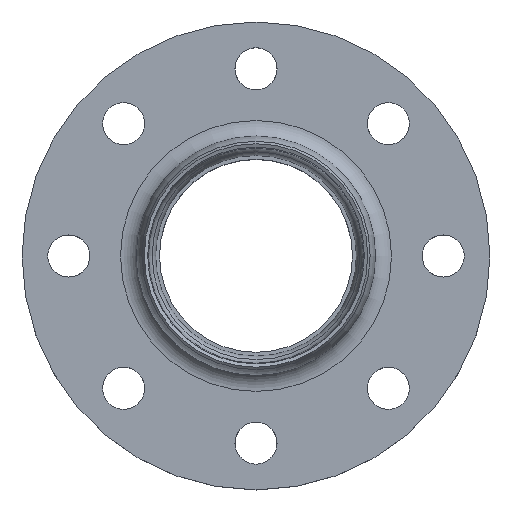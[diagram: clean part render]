
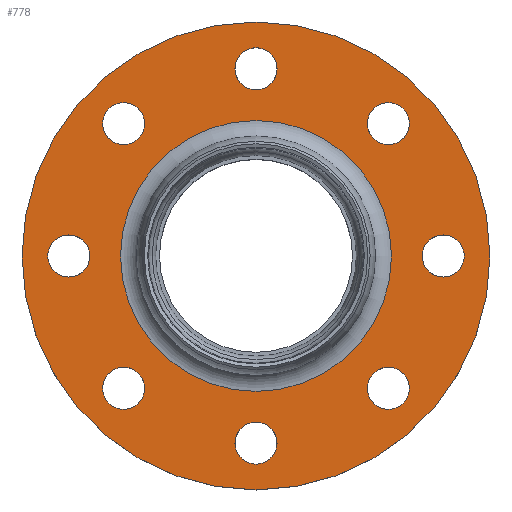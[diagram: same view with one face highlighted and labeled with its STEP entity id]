
A CAD part, top view. The second image highlights one B-rep face of the part: STEP entity #778.
In plain terms, the highlighted planar face has unit normal (0, 0, 1).
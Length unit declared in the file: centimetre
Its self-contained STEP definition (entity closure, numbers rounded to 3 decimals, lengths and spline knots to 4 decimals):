
#110=FACE_BOUND('',#196,.T.);
#111=FACE_BOUND('',#197,.T.);
#112=FACE_BOUND('',#198,.T.);
#113=FACE_BOUND('',#199,.T.);
#114=FACE_BOUND('',#200,.T.);
#115=FACE_BOUND('',#201,.T.);
#116=FACE_BOUND('',#202,.T.);
#117=FACE_BOUND('',#203,.T.);
#118=FACE_BOUND('',#204,.T.);
#155=FACE_OUTER_BOUND('',#195,.T.);
#195=EDGE_LOOP('',(#693));
#196=EDGE_LOOP('',(#694));
#197=EDGE_LOOP('',(#695));
#198=EDGE_LOOP('',(#696));
#199=EDGE_LOOP('',(#697));
#200=EDGE_LOOP('',(#698));
#201=EDGE_LOOP('',(#699));
#202=EDGE_LOOP('',(#700));
#203=EDGE_LOOP('',(#701));
#204=EDGE_LOOP('',(#702));
#265=CIRCLE('',#864,9.);
#268=CIRCLE('',#868,9.);
#271=CIRCLE('',#872,9.);
#274=CIRCLE('',#876,9.);
#277=CIRCLE('',#880,9.);
#280=CIRCLE('',#884,9.);
#283=CIRCLE('',#888,9.);
#286=CIRCLE('',#892,9.);
#297=CIRCLE('',#905,57.9037);
#298=CIRCLE('',#907,100.);
#344=VERTEX_POINT('',#1346);
#348=VERTEX_POINT('',#1369);
#352=VERTEX_POINT('',#1392);
#356=VERTEX_POINT('',#1415);
#360=VERTEX_POINT('',#1438);
#364=VERTEX_POINT('',#1461);
#369=VERTEX_POINT('',#1487);
#373=VERTEX_POINT('',#1510);
#375=VERTEX_POINT('',#1526);
#376=VERTEX_POINT('',#1530);
#445=EDGE_CURVE('',#344,#344,#265,.T.);
#450=EDGE_CURVE('',#348,#348,#268,.T.);
#455=EDGE_CURVE('',#352,#352,#271,.T.);
#460=EDGE_CURVE('',#356,#356,#274,.T.);
#465=EDGE_CURVE('',#360,#360,#277,.T.);
#470=EDGE_CURVE('',#364,#364,#280,.T.);
#476=EDGE_CURVE('',#369,#369,#283,.T.);
#481=EDGE_CURVE('',#373,#373,#286,.T.);
#493=EDGE_CURVE('',#375,#375,#297,.T.);
#494=EDGE_CURVE('',#376,#376,#298,.T.);
#693=ORIENTED_EDGE('',*,*,#494,.F.);
#694=ORIENTED_EDGE('',*,*,#445,.T.);
#695=ORIENTED_EDGE('',*,*,#450,.T.);
#696=ORIENTED_EDGE('',*,*,#455,.T.);
#697=ORIENTED_EDGE('',*,*,#460,.T.);
#698=ORIENTED_EDGE('',*,*,#465,.T.);
#699=ORIENTED_EDGE('',*,*,#470,.T.);
#700=ORIENTED_EDGE('',*,*,#476,.T.);
#701=ORIENTED_EDGE('',*,*,#481,.T.);
#702=ORIENTED_EDGE('',*,*,#493,.T.);
#741=PLANE('',#906);
#778=ADVANCED_FACE('',(#155,#110,#111,#112,#113,#114,#115,#116,#117,#118),
#741,.T.);
#864=AXIS2_PLACEMENT_3D('',#1348,#1085,#1086);
#868=AXIS2_PLACEMENT_3D('',#1371,#1094,#1095);
#872=AXIS2_PLACEMENT_3D('',#1394,#1103,#1104);
#876=AXIS2_PLACEMENT_3D('',#1417,#1112,#1113);
#880=AXIS2_PLACEMENT_3D('',#1440,#1121,#1122);
#884=AXIS2_PLACEMENT_3D('',#1463,#1130,#1131);
#888=AXIS2_PLACEMENT_3D('',#1489,#1139,#1140);
#892=AXIS2_PLACEMENT_3D('',#1512,#1148,#1149);
#905=AXIS2_PLACEMENT_3D('',#1528,#1175,#1176);
#906=AXIS2_PLACEMENT_3D('',#1529,#1177,#1178);
#907=AXIS2_PLACEMENT_3D('',#1531,#1179,#1180);
#1085=DIRECTION('center_axis',(0.,0.,-1.));
#1086=DIRECTION('ref_axis',(0.707,-0.707,0.));
#1094=DIRECTION('center_axis',(0.,0.,-1.));
#1095=DIRECTION('ref_axis',(0.707,0.707,0.));
#1103=DIRECTION('center_axis',(0.,0.,-1.));
#1104=DIRECTION('ref_axis',(-0.707,0.707,0.));
#1112=DIRECTION('center_axis',(0.,0.,-1.));
#1113=DIRECTION('ref_axis',(-0.707,-0.707,0.));
#1121=DIRECTION('center_axis',(0.,0.,-1.));
#1122=DIRECTION('ref_axis',(-1.,0.,0.));
#1130=DIRECTION('center_axis',(0.,0.,-1.));
#1131=DIRECTION('ref_axis',(0.,1.,0.));
#1139=DIRECTION('center_axis',(0.,0.,-1.));
#1140=DIRECTION('ref_axis',(1.,0.,0.));
#1148=DIRECTION('center_axis',(0.,0.,-1.));
#1149=DIRECTION('ref_axis',(0.,-1.,0.));
#1175=DIRECTION('center_axis',(0.,0.,-1.));
#1176=DIRECTION('ref_axis',(1.,0.,0.));
#1177=DIRECTION('center_axis',(0.,0.,1.));
#1178=DIRECTION('ref_axis',(0.,-1.,0.));
#1179=DIRECTION('center_axis',(0.,0.,-1.));
#1180=DIRECTION('ref_axis',(1.,0.,0.));
#1346=CARTESIAN_POINT('',(638.5788,217.9676,56.6503));
#1348=CARTESIAN_POINT('Origin',(644.9427,211.6036,56.6503));
#1369=CARTESIAN_POINT('',(638.5788,92.1026,56.6503));
#1371=CARTESIAN_POINT('Origin',(644.9427,98.4665,56.6503));
#1392=CARTESIAN_POINT('',(764.4438,92.1026,56.6503));
#1394=CARTESIAN_POINT('Origin',(758.0798,98.4665,56.6503));
#1415=CARTESIAN_POINT('',(764.4438,217.9676,56.6503));
#1417=CARTESIAN_POINT('Origin',(758.0798,211.6036,56.6503));
#1438=CARTESIAN_POINT('',(790.5113,155.0351,56.6503));
#1440=CARTESIAN_POINT('Origin',(781.5113,155.0351,56.6503));
#1461=CARTESIAN_POINT('',(701.5113,66.0351,56.6503));
#1463=CARTESIAN_POINT('Origin',(701.5113,75.0351,56.6503));
#1487=CARTESIAN_POINT('',(612.5113,155.0351,56.6503));
#1489=CARTESIAN_POINT('Origin',(621.5113,155.0351,56.6503));
#1510=CARTESIAN_POINT('',(701.5113,244.0351,56.6503));
#1512=CARTESIAN_POINT('Origin',(701.5113,235.0351,56.6503));
#1526=CARTESIAN_POINT('',(701.5113,97.1314,56.6503));
#1528=CARTESIAN_POINT('Origin',(701.5113,155.0351,56.6503));
#1529=CARTESIAN_POINT('Origin',(780.4631,155.0351,56.6503));
#1530=CARTESIAN_POINT('',(601.5113,155.0351,56.6503));
#1531=CARTESIAN_POINT('Origin',(701.5113,155.0351,56.6503));
